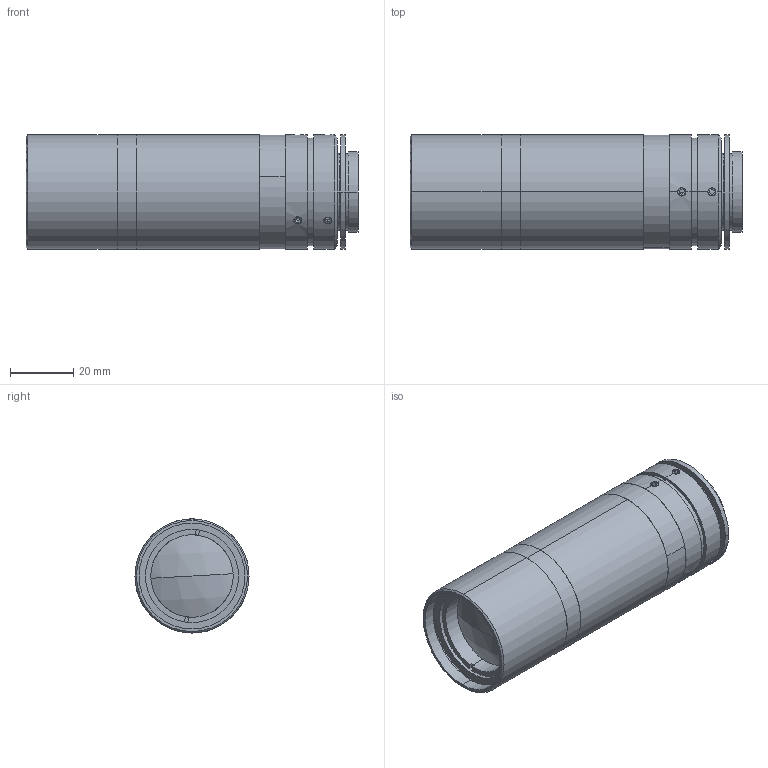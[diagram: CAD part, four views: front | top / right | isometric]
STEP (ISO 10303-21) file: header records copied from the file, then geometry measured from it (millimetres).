
FILE_DESCRIPTION (( 'STEP AP203' ), '1' );
FILE_NAME ('XF-MH01X823-1.1C.STEP', '2024-08-05T03:13:57', ( '' ), ( '' ), 'SwSTEP 2.0', 'SolidWorks 2022', '' );
FILE_SCHEMA (( 'CONFIG_CONTROL_DESIGN' ));
Length unit declared in the file: millimetre
Products named in the file (1): XF-MH01X823-1.1C
Bounding box: 104.72 x 36 x 36 mm (x, y, z)
Surface area: 18470.6 mm2 (no closed solid volume)
Topology: 0 solids, 19 shells, 130 faces, 376 edges, 251 vertices
Faces by surface type: plane 68, cylinder 46, cone 14, sphere 2
Entity records: 4682 total; most frequent: CARTESIAN_POINT 1206, DIRECTION 750, ORIENTED_EDGE 591, EDGE_CURVE 368, AXIS2_PLACEMENT_3D 275, VERTEX_POINT 251, LINE 200, VECTOR 200
